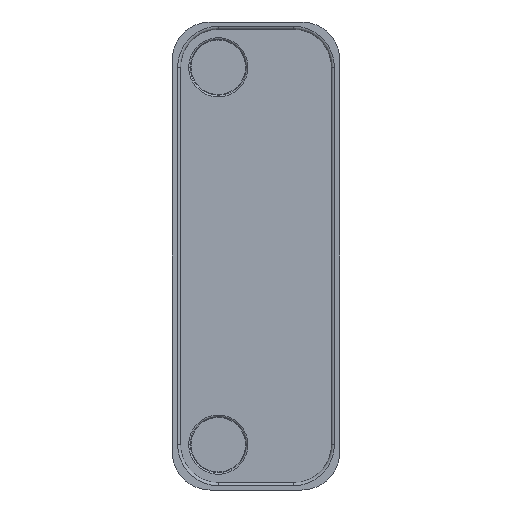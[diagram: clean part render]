
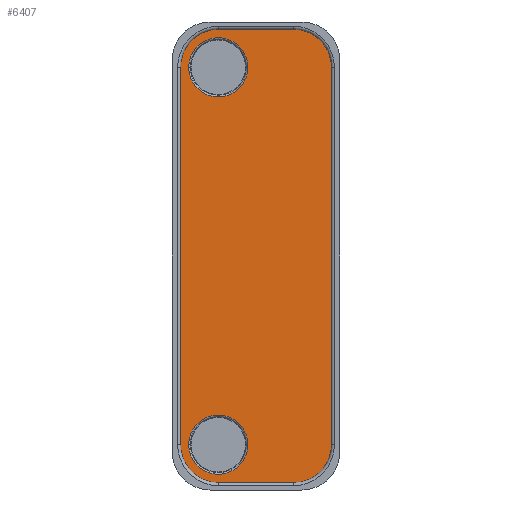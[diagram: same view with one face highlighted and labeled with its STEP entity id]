
A CAD part, front view. The second image highlights one B-rep face of the part: STEP entity #6407.
In plain terms, the highlighted planar face has unit normal (0, -1, 0).
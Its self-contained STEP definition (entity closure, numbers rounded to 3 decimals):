
#5900=CARTESIAN_POINT('',(-25.,0.,-125.));
#5901=DIRECTION('',(0.,1.,0.));
#5902=DIRECTION('',(0.,0.,-1.));
#5903=AXIS2_PLACEMENT_3D('',#5900,#5901,#5902);
#5905=DIRECTION('',(0.,0.,1.));
#5906=VECTOR('',#5905,250.);
#5907=CARTESIAN_POINT('',(-50.1,0.,-125.));
#5908=LINE('',#5907,#5906);
#5909=CARTESIAN_POINT('',(-25.,0.,125.));
#5910=DIRECTION('',(0.,1.,0.));
#5911=DIRECTION('',(-1.,0.,0.));
#5912=AXIS2_PLACEMENT_3D('',#5909,#5910,#5911);
#5914=DIRECTION('',(1.,0.,0.));
#5915=VECTOR('',#5914,50.);
#5916=CARTESIAN_POINT('',(-25.,0.,150.1));
#5917=LINE('',#5916,#5915);
#5918=CARTESIAN_POINT('',(25.,0.,125.));
#5919=DIRECTION('',(0.,1.,0.));
#5920=DIRECTION('',(0.,0.,1.));
#5921=AXIS2_PLACEMENT_3D('',#5918,#5919,#5920);
#5923=DIRECTION('',(0.,0.,-1.));
#5924=VECTOR('',#5923,250.);
#5925=CARTESIAN_POINT('',(50.1,0.,125.));
#5926=LINE('',#5925,#5924);
#5927=CARTESIAN_POINT('',(25.,0.,-125.));
#5928=DIRECTION('',(0.,1.,0.));
#5929=DIRECTION('',(1.,0.,0.));
#5930=AXIS2_PLACEMENT_3D('',#5927,#5928,#5929);
#5932=DIRECTION('',(-1.,0.,0.));
#5933=VECTOR('',#5932,50.);
#5934=CARTESIAN_POINT('',(25.,0.,-150.1));
#5935=LINE('',#5934,#5933);
#5936=CARTESIAN_POINT('',(-25.,0.,125.));
#5937=DIRECTION('',(0.,1.,0.));
#5938=DIRECTION('',(1.,0.,0.));
#5939=AXIS2_PLACEMENT_3D('',#5936,#5937,#5938);
#5941=CARTESIAN_POINT('',(-25.,0.,125.));
#5942=DIRECTION('',(0.,1.,0.));
#5943=DIRECTION('',(-1.,0.,0.));
#5944=AXIS2_PLACEMENT_3D('',#5941,#5942,#5943);
#5946=CARTESIAN_POINT('',(-25.,0.,-125.));
#5947=DIRECTION('',(0.,1.,0.));
#5948=DIRECTION('',(1.,0.,0.));
#5949=AXIS2_PLACEMENT_3D('',#5946,#5947,#5948);
#5951=CARTESIAN_POINT('',(-25.,0.,-125.));
#5952=DIRECTION('',(0.,1.,0.));
#5953=DIRECTION('',(-1.,0.,0.));
#5954=AXIS2_PLACEMENT_3D('',#5951,#5952,#5953);
#6276=CARTESIAN_POINT('',(-25.,0.,-150.1));
#6277=CARTESIAN_POINT('',(-50.1,0.,-125.));
#6278=VERTEX_POINT('',#6276);
#6279=VERTEX_POINT('',#6277);
#6280=CARTESIAN_POINT('',(-50.1,0.,125.));
#6281=VERTEX_POINT('',#6280);
#6282=CARTESIAN_POINT('',(-25.,0.,150.1));
#6283=VERTEX_POINT('',#6282);
#6284=CARTESIAN_POINT('',(25.,0.,150.1));
#6285=VERTEX_POINT('',#6284);
#6286=CARTESIAN_POINT('',(50.1,0.,125.));
#6287=VERTEX_POINT('',#6286);
#6288=CARTESIAN_POINT('',(50.1,0.,-125.));
#6289=VERTEX_POINT('',#6288);
#6290=CARTESIAN_POINT('',(25.,0.,-150.1));
#6291=VERTEX_POINT('',#6290);
#6324=CARTESIAN_POINT('',(-5.4,0.,125.));
#6325=CARTESIAN_POINT('',(-44.6,0.,125.));
#6326=VERTEX_POINT('',#6324);
#6327=VERTEX_POINT('',#6325);
#6332=CARTESIAN_POINT('',(-5.4,0.,-125.));
#6333=CARTESIAN_POINT('',(-44.6,0.,-125.));
#6334=VERTEX_POINT('',#6332);
#6335=VERTEX_POINT('',#6333);
#6372=CARTESIAN_POINT('',(0.,0.,0.));
#6373=DIRECTION('',(0.,1.,0.));
#6374=DIRECTION('',(1.,0.,0.));
#6375=AXIS2_PLACEMENT_3D('',#6372,#6373,#6374);
#6376=PLANE('',#6375);
#6378=ORIENTED_EDGE('',*,*,#6377,.T.);
#6380=ORIENTED_EDGE('',*,*,#6379,.T.);
#6382=ORIENTED_EDGE('',*,*,#6381,.T.);
#6384=ORIENTED_EDGE('',*,*,#6383,.T.);
#6386=ORIENTED_EDGE('',*,*,#6385,.T.);
#6388=ORIENTED_EDGE('',*,*,#6387,.T.);
#6390=ORIENTED_EDGE('',*,*,#6389,.T.);
#6392=ORIENTED_EDGE('',*,*,#6391,.T.);
#6393=EDGE_LOOP('',(#6378,#6380,#6382,#6384,#6386,#6388,#6390,#6392));
#6394=FACE_OUTER_BOUND('',#6393,.F.);
#6396=ORIENTED_EDGE('',*,*,#6395,.F.);
#6398=ORIENTED_EDGE('',*,*,#6397,.F.);
#6399=EDGE_LOOP('',(#6396,#6398));
#6400=FACE_BOUND('',#6399,.F.);
#6402=ORIENTED_EDGE('',*,*,#6401,.F.);
#6404=ORIENTED_EDGE('',*,*,#6403,.F.);
#6405=EDGE_LOOP('',(#6402,#6404));
#6406=FACE_BOUND('',#6405,.F.);
#6407=ADVANCED_FACE('',(#6394,#6400,#6406),#6376,.F.);
#5904=CIRCLE('',#5903,25.1);
#5913=CIRCLE('',#5912,25.1);
#5922=CIRCLE('',#5921,25.1);
#5931=CIRCLE('',#5930,25.1);
#5940=CIRCLE('',#5939,19.6);
#5945=CIRCLE('',#5944,19.6);
#5950=CIRCLE('',#5949,19.6);
#5955=CIRCLE('',#5954,19.6);
#6377=EDGE_CURVE('',#6278,#6279,#5904,.T.);
#6379=EDGE_CURVE('',#6279,#6281,#5908,.T.);
#6381=EDGE_CURVE('',#6281,#6283,#5913,.T.);
#6383=EDGE_CURVE('',#6283,#6285,#5917,.T.);
#6385=EDGE_CURVE('',#6285,#6287,#5922,.T.);
#6387=EDGE_CURVE('',#6287,#6289,#5926,.T.);
#6389=EDGE_CURVE('',#6289,#6291,#5931,.T.);
#6391=EDGE_CURVE('',#6291,#6278,#5935,.T.);
#6395=EDGE_CURVE('',#6326,#6327,#5940,.T.);
#6397=EDGE_CURVE('',#6327,#6326,#5945,.T.);
#6401=EDGE_CURVE('',#6334,#6335,#5950,.T.);
#6403=EDGE_CURVE('',#6335,#6334,#5955,.T.);
